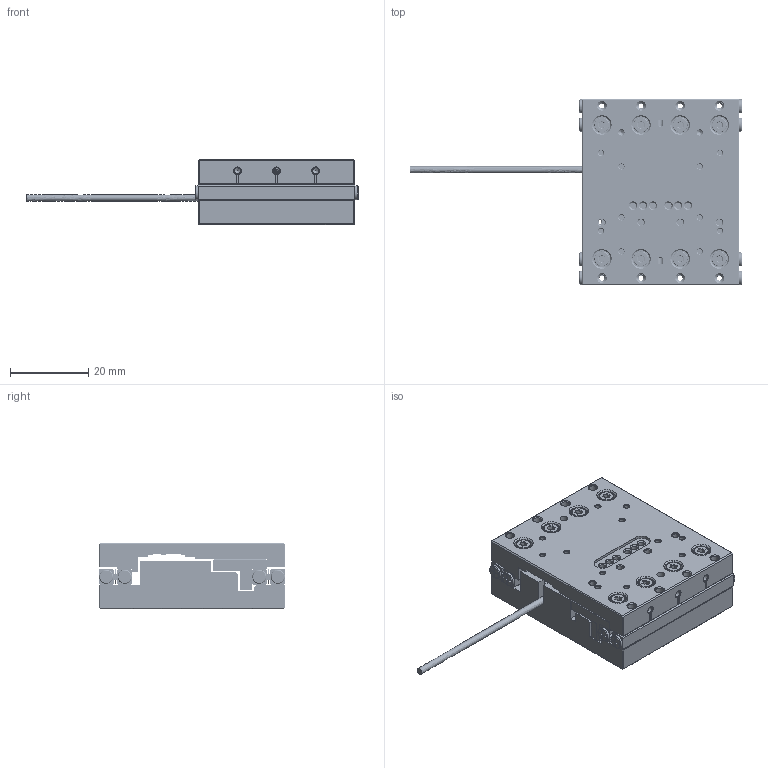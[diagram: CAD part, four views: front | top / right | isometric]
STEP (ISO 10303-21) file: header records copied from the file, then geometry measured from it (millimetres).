
FILE_DESCRIPTION(/* description */ (''),/* implementation_level */ '2;1');
FILE_NAME(/* name */ 'assy_1103_040_000_H7.stp',/* time_stamp */ '2024-03-18T16:51:14+01:00',/* author */ (''),/* organization */ (''),/* preprocessor_version */ 'ST-DEVELOPER v16',/* originating_system */ 'SIEMENS PLM Software NX 10.0',/* authorisation */ '');
FILE_SCHEMA (('AUTOMOTIVE_DESIGN { 1 0 10303 214 3 1 1 1 }'));
Length unit declared in the file: millimetre
Products named in the file (10): SV1040__10Z_Body; SV1040__10Z_Roller; Bout_M2_L8; cable; T_lat_1103_040_008_A5; ceramic_ruler_W5_T2_L40; top_plate_1103_040_002_G2; bottom_plate_1103_040_001_G7; SV1040_10Z; assy_1103_040_000_H7
Assembly tree (18 placements, depth 3):
  assy_1103_040_000_H7
    bottom_plate_1103_040_001_G7
    top_plate_1103_040_002_G2
    SV1040_10Z  x2
      SV1040__10Z_Roller
      SV1040__10Z_Body
    ceramic_ruler_W5_T2_L40
    T_lat_1103_040_008_A5
    cable
    Bout_M2_L8  x8
Bounding box: 84.8 x 47.6 x 16.8 mm (x, y, z)
Volume: 24602.9 mm3; surface area: 20263.3 mm2
Topology: 19 solids, 19 shells, 1093 faces, 2985 edges, 1919 vertices
Faces by surface type: plane 614, cylinder 224, cone 222, bspline 25, torus 8
Full cylindrical faces by diameter (mm): 1.25 x20, 1.567 x16, 1.6 x28, 1.675 x4, 2 x3, 2.05 x8, 2.4 x16, 2.6 x1, 3 x16, 3.4 x4, 3.6 x8, 3.8 x8, 4.4 x12
Entity records: 25785 total; most frequent: CARTESIAN_POINT 9510, DIRECTION 3244, ORIENTED_EDGE 3044, EDGE_CURVE 1522, AXIS2_PLACEMENT_3D 1157, VERTEX_POINT 1108, EDGE_LOOP 1053, LINE 930
